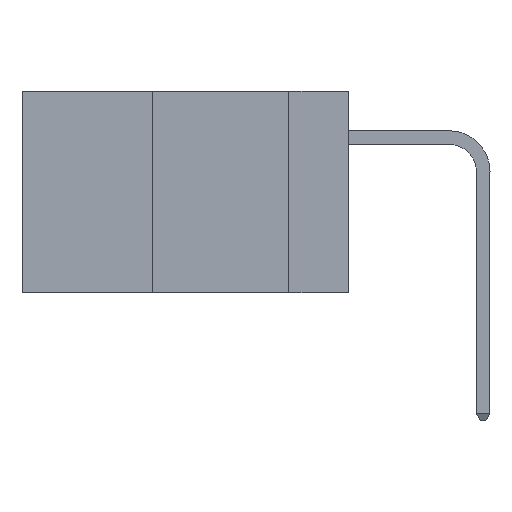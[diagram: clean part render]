
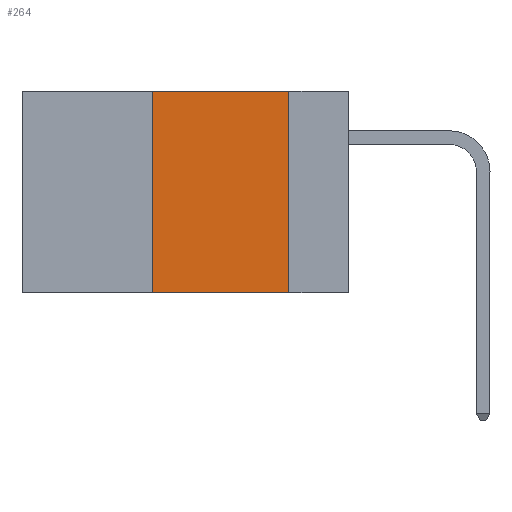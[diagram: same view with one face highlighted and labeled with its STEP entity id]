
A CAD part, left-side view. The second image highlights one B-rep face of the part: STEP entity #264.
In plain terms, the highlighted planar face has unit normal (-1, 0, 0).
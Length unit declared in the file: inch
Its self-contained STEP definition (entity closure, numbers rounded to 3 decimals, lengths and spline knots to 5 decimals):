
#264 = ADVANCED_FACE ( 'NONE', ( #18991 ), #9145, .F. ) ;
#459 = VECTOR ( 'NONE', #6889, 39.37008 ) ;
#569 = EDGE_CURVE ( 'NONE', #15864, #23685, #1115, .T. ) ;
#1115 = LINE ( 'NONE', #14352, #459 ) ;
#2014 = ORIENTED_EDGE ( 'NONE', *, *, #11104, .F. ) ;
#2999 = CARTESIAN_POINT ( 'NONE',  ( 0., 0.36, 0. ) ) ;
#3667 = EDGE_CURVE ( 'NONE', #7094, #22125, #15536, .T. ) ;
#5452 = ORIENTED_EDGE ( 'NONE', *, *, #8166, .F. ) ;
#6874 = ORIENTED_EDGE ( 'NONE', *, *, #569, .T. ) ;
#6889 = DIRECTION ( 'NONE',  ( 0., -1., 0. ) ) ;
#7094 = VERTEX_POINT ( 'NONE', #20277 ) ;
#7786 = DIRECTION ( 'NONE',  ( 0., 0., -1. ) ) ;
#7800 = DIRECTION ( 'NONE',  ( 0., -1., 0. ) ) ;
#7884 = DIRECTION ( 'NONE',  ( 1., 0., 0. ) ) ;
#8096 = CARTESIAN_POINT ( 'NONE',  ( 0., 0.6, 0. ) ) ;
#8166 = EDGE_CURVE ( 'NONE', #22125, #23685, #8221, .T. ) ;
#8221 = LINE ( 'NONE', #22643, #24914 ) ;
#9145 = PLANE ( 'NONE',  #13793 ) ;
#10606 = DIRECTION ( 'NONE',  ( 0., 0., -1. ) ) ;
#11104 = EDGE_CURVE ( 'NONE', #15864, #7094, #18760, .T. ) ;
#13793 = AXIS2_PLACEMENT_3D ( 'NONE', #8096, #7884, #7786 ) ;
#14352 = CARTESIAN_POINT ( 'NONE',  ( 0., 0.6, -0.37 ) ) ;
#15251 = DIRECTION ( 'NONE',  ( 0., 0., 1. ) ) ;
#15536 = LINE ( 'NONE', #19924, #20837 ) ;
#15864 = VERTEX_POINT ( 'NONE', #15972 ) ;
#15972 = CARTESIAN_POINT ( 'NONE',  ( 0., 0.36, -0.37 ) ) ;
#18278 = CARTESIAN_POINT ( 'NONE',  ( 0., 0.11, 0. ) ) ;
#18329 = EDGE_LOOP ( 'NONE', ( #5452, #23844, #2014, #6874 ) ) ;
#18760 = LINE ( 'NONE', #2999, #24034 ) ;
#18991 = FACE_OUTER_BOUND ( 'NONE', #18329, .T. ) ;
#19924 = CARTESIAN_POINT ( 'NONE',  ( 0., 0.6, 0. ) ) ;
#20277 = CARTESIAN_POINT ( 'NONE',  ( 0., 0.36, 0. ) ) ;
#20837 = VECTOR ( 'NONE', #7800, 39.37008 ) ;
#22125 = VERTEX_POINT ( 'NONE', #18278 ) ;
#22643 = CARTESIAN_POINT ( 'NONE',  ( 0., 0.11, 0. ) ) ;
#23685 = VERTEX_POINT ( 'NONE', #25470 ) ;
#23844 = ORIENTED_EDGE ( 'NONE', *, *, #3667, .F. ) ;
#24034 = VECTOR ( 'NONE', #15251, 39.37008 ) ;
#24914 = VECTOR ( 'NONE', #10606, 39.37008 ) ;
#25470 = CARTESIAN_POINT ( 'NONE',  ( 0., 0.11, -0.37 ) ) ;
